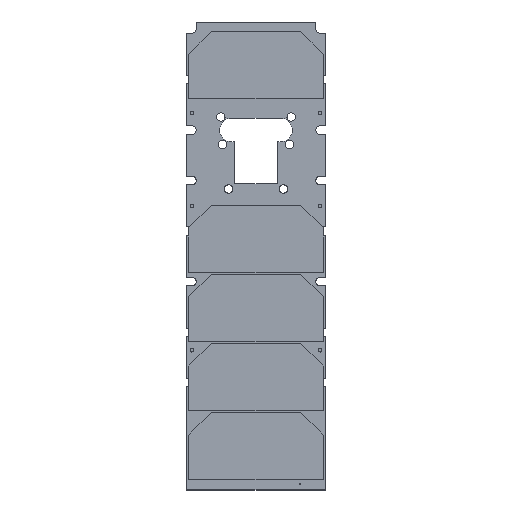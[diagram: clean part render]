
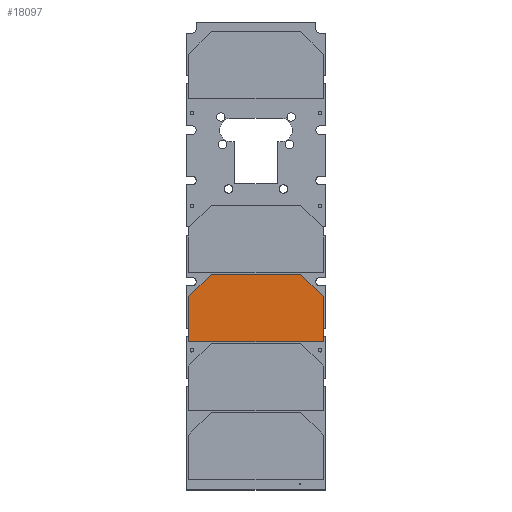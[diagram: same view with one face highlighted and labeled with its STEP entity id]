
A CAD part, top view. The second image highlights one B-rep face of the part: STEP entity #18097.
In plain terms, the highlighted planar face has unit normal (0, 0, 1).
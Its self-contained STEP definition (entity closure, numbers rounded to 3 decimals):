
#2047=LINE('',#28491,#4254);
#2051=LINE('',#28498,#4258);
#2054=LINE('',#28504,#4261);
#2057=LINE('',#28510,#4264);
#2060=LINE('',#28516,#4267);
#2062=LINE('',#28519,#4269);
#4254=VECTOR('',#23213,1000.);
#4258=VECTOR('',#23219,1000.);
#4261=VECTOR('',#23224,1000.);
#4264=VECTOR('',#23229,1000.);
#4267=VECTOR('',#23234,1000.);
#4269=VECTOR('',#23238,1000.);
#5488=PLANE('',#19478);
#6654=FACE_OUTER_BOUND('',#7820,.T.);
#7820=EDGE_LOOP('',(#15891,#15892,#15893,#15894,#15895,#15896));
#9659=VERTEX_POINT('',#28488);
#9660=VERTEX_POINT('',#28490);
#9662=VERTEX_POINT('',#28496);
#9664=VERTEX_POINT('',#28502);
#9666=VERTEX_POINT('',#28508);
#9668=VERTEX_POINT('',#28514);
#11673=EDGE_CURVE('',#9660,#9659,#2047,.T.);
#11677=EDGE_CURVE('',#9659,#9662,#2051,.T.);
#11680=EDGE_CURVE('',#9662,#9664,#2054,.T.);
#11683=EDGE_CURVE('',#9664,#9666,#2057,.T.);
#11686=EDGE_CURVE('',#9666,#9668,#2060,.T.);
#11688=EDGE_CURVE('',#9668,#9660,#2062,.T.);
#15891=ORIENTED_EDGE('',*,*,#11673,.T.);
#15892=ORIENTED_EDGE('',*,*,#11677,.T.);
#15893=ORIENTED_EDGE('',*,*,#11680,.T.);
#15894=ORIENTED_EDGE('',*,*,#11683,.T.);
#15895=ORIENTED_EDGE('',*,*,#11686,.T.);
#15896=ORIENTED_EDGE('',*,*,#11688,.T.);
#18097=ADVANCED_FACE('',(#6654),#5488,.T.);
#19478=AXIS2_PLACEMENT_3D('',#28520,#23239,#23240);
#23213=DIRECTION('',(0.,1.,0.));
#23219=DIRECTION('',(-0.707,0.707,0.));
#23224=DIRECTION('',(-1.,0.,0.));
#23229=DIRECTION('',(-0.707,-0.707,0.));
#23234=DIRECTION('',(0.,-1.,0.));
#23238=DIRECTION('',(1.,0.,0.));
#23239=DIRECTION('center_axis',(0.,0.,1.));
#23240=DIRECTION('ref_axis',(1.,0.,0.));
#28488=CARTESIAN_POINT('',(80.,26.595,0.28));
#28490=CARTESIAN_POINT('',(80.,0.095,0.28));
#28491=CARTESIAN_POINT('',(80.,0.095,0.28));
#28496=CARTESIAN_POINT('',(66.5,40.095,0.28));
#28498=CARTESIAN_POINT('',(80.,26.595,0.28));
#28502=CARTESIAN_POINT('',(13.5,40.095,0.28));
#28504=CARTESIAN_POINT('',(66.5,40.095,0.28));
#28508=CARTESIAN_POINT('',(0.,26.595,0.28));
#28510=CARTESIAN_POINT('',(0.,26.595,0.28));
#28514=CARTESIAN_POINT('',(0.,0.095,0.28));
#28516=CARTESIAN_POINT('',(0.,0.095,0.28));
#28519=CARTESIAN_POINT('',(0.,0.095,0.28));
#28520=CARTESIAN_POINT('Origin',(40.,7.7,0.28));
